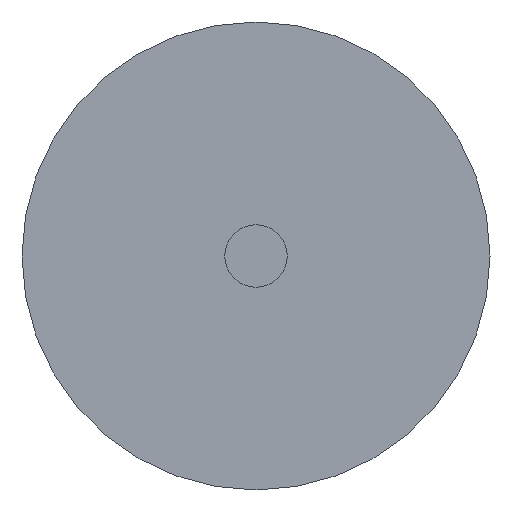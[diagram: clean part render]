
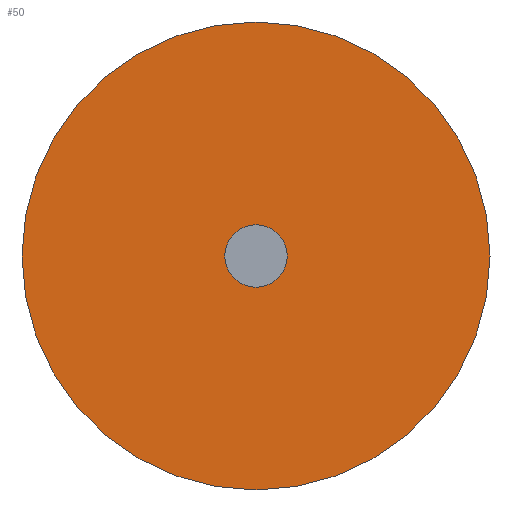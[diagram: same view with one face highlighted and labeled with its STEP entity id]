
A CAD part, front view. The second image highlights one B-rep face of the part: STEP entity #50.
In plain terms, the highlighted planar face has unit normal (0, -1, 0).
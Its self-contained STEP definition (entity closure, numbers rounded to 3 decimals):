
#50 = ADVANCED_FACE( '', ( #103, #104 ), #105, .T. );
#103 = FACE_OUTER_BOUND( '', #156, .T. );
#104 = FACE_BOUND( '', #157, .T. );
#105 = PLANE( '', #158 );
#156 = EDGE_LOOP( '', ( #217 ) );
#157 = EDGE_LOOP( '', ( #218 ) );
#158 = AXIS2_PLACEMENT_3D( '', #219, #220, #221 );
#217 = ORIENTED_EDGE( '', *, *, #250, .T. );
#218 = ORIENTED_EDGE( '', *, *, #259, .F. );
#219 = CARTESIAN_POINT( '', ( -3., -4., 0. ) );
#220 = DIRECTION( '', ( 0., -1., 0. ) );
#221 = DIRECTION( '', ( 1., 0., 0. ) );
#250 = EDGE_CURVE( '', #275, #275, #276, .T. );
#259 = EDGE_CURVE( '', #289, #289, #290, .T. );
#275 = VERTEX_POINT( '', #309 );
#276 = CIRCLE( '', #310, 3. );
#289 = VERTEX_POINT( '', #323 );
#290 = CIRCLE( '', #324, 0.4 );
#309 = CARTESIAN_POINT( '', ( 3., -4., 0. ) );
#310 = AXIS2_PLACEMENT_3D( '', #343, #344, #345 );
#323 = CARTESIAN_POINT( '', ( 0.4, -4., 0. ) );
#324 = AXIS2_PLACEMENT_3D( '', #358, #359, #360 );
#343 = CARTESIAN_POINT( '', ( 0., -4., 0. ) );
#344 = DIRECTION( '', ( 0., -1., 0. ) );
#345 = DIRECTION( '', ( 1., 0., 0. ) );
#358 = CARTESIAN_POINT( '', ( 0., -4., 0. ) );
#359 = DIRECTION( '', ( 0., -1., 0. ) );
#360 = DIRECTION( '', ( 1., 0., 0. ) );
